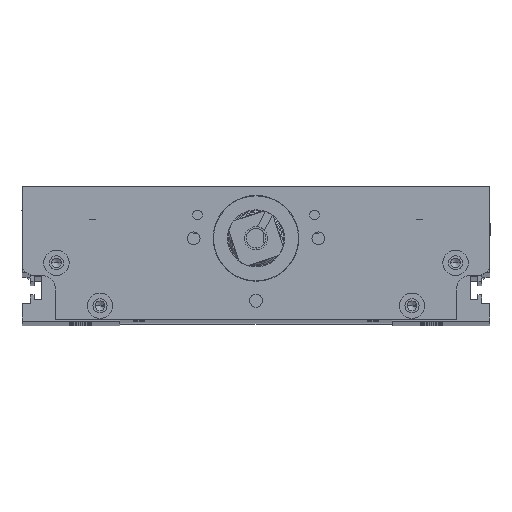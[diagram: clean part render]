
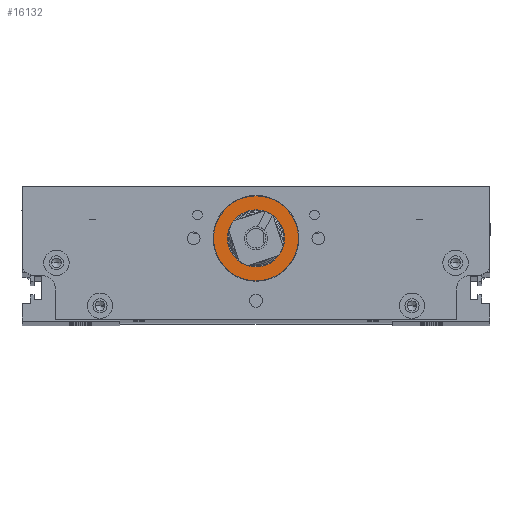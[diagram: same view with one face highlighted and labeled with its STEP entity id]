
A CAD part, top view. The second image highlights one B-rep face of the part: STEP entity #16132.
In plain terms, the highlighted planar face has unit normal (0, 0, 1).
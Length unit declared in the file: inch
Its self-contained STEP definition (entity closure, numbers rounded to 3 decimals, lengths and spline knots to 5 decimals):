
#2330 = VERTEX_POINT ( 'NONE', #42874 ) ;
#2747 = ORIENTED_EDGE ( 'NONE', *, *, #17105, .F. ) ;
#3650 = CIRCLE ( 'NONE', #12294, 0.42907 ) ;
#4359 = CARTESIAN_POINT ( 'NONE',  ( 0., 0.59326, 14.53622 ) ) ;
#4465 = VERTEX_POINT ( 'NONE', #15709 ) ;
#7125 = VERTEX_POINT ( 'NONE', #54677 ) ;
#7552 = CARTESIAN_POINT ( 'NONE',  ( 0., 0.59326, 14.53622 ) ) ;
#8882 = EDGE_CURVE ( 'NONE', #24533, #2330, #11139, .T. ) ;
#10427 = CARTESIAN_POINT ( 'NONE',  ( 0., 0.59326, 14.53622 ) ) ;
#11139 = CIRCLE ( 'NONE', #37152, 0.2874 ) ;
#12294 = AXIS2_PLACEMENT_3D ( 'NONE', #54868, #49757, #22911 ) ;
#13163 = CIRCLE ( 'NONE', #34348, 0.42907 ) ;
#15709 = CARTESIAN_POINT ( 'NONE',  ( 0.42907, 0.59326, 14.53622 ) ) ;
#16132 = ADVANCED_FACE ( 'NONE', ( #34840, #52330 ), #57459, .T. ) ;
#17105 = EDGE_CURVE ( 'NONE', #4465, #7125, #3650, .T. ) ;
#17145 = EDGE_CURVE ( 'NONE', #2330, #24533, #20015, .T. ) ;
#17508 = DIRECTION ( 'NONE',  ( 1., 0., 0. ) ) ;
#20015 = CIRCLE ( 'NONE', #56615, 0.2874 ) ;
#21706 = DIRECTION ( 'NONE',  ( 0., 0., -1. ) ) ;
#22751 = DIRECTION ( 'NONE',  ( 0., 0., -1. ) ) ;
#22820 = EDGE_LOOP ( 'NONE', ( #30340, #39724 ) ) ;
#22911 = DIRECTION ( 'NONE',  ( -1., 0., 0. ) ) ;
#24533 = VERTEX_POINT ( 'NONE', #26922 ) ;
#26922 = CARTESIAN_POINT ( 'NONE',  ( 0.2874, 0.59326, 14.53622 ) ) ;
#28033 = CARTESIAN_POINT ( 'NONE',  ( 0., 0.59326, 14.53622 ) ) ;
#29423 = DIRECTION ( 'NONE',  ( 0., 0., 1. ) ) ;
#30340 = ORIENTED_EDGE ( 'NONE', *, *, #8882, .T. ) ;
#34348 = AXIS2_PLACEMENT_3D ( 'NONE', #4359, #22751, #59250 ) ;
#34840 = FACE_OUTER_BOUND ( 'NONE', #42902, .T. ) ;
#37152 = AXIS2_PLACEMENT_3D ( 'NONE', #7552, #21706, #17508 ) ;
#39724 = ORIENTED_EDGE ( 'NONE', *, *, #17145, .T. ) ;
#39798 = EDGE_CURVE ( 'NONE', #7125, #4465, #13163, .T. ) ;
#42874 = CARTESIAN_POINT ( 'NONE',  ( -0.2874, 0.59326, 14.53622 ) ) ;
#42902 = EDGE_LOOP ( 'NONE', ( #45853, #2747 ) ) ;
#45248 = DIRECTION ( 'NONE',  ( 1., 0., 0. ) ) ;
#45340 = AXIS2_PLACEMENT_3D ( 'NONE', #10427, #29423, #47821 ) ;
#45853 = ORIENTED_EDGE ( 'NONE', *, *, #39798, .F. ) ;
#46426 = DIRECTION ( 'NONE',  ( 0., 0., -1. ) ) ;
#47821 = DIRECTION ( 'NONE',  ( 1., 0., 0. ) ) ;
#49757 = DIRECTION ( 'NONE',  ( 0., 0., -1. ) ) ;
#52330 = FACE_BOUND ( 'NONE', #22820, .T. ) ;
#54677 = CARTESIAN_POINT ( 'NONE',  ( -0.42907, 0.59326, 14.53622 ) ) ;
#54868 = CARTESIAN_POINT ( 'NONE',  ( 0., 0.59326, 14.53622 ) ) ;
#56615 = AXIS2_PLACEMENT_3D ( 'NONE', #28033, #46426, #45248 ) ;
#57459 = PLANE ( 'NONE',  #45340 ) ;
#59250 = DIRECTION ( 'NONE',  ( -1., 0., 0. ) ) ;
